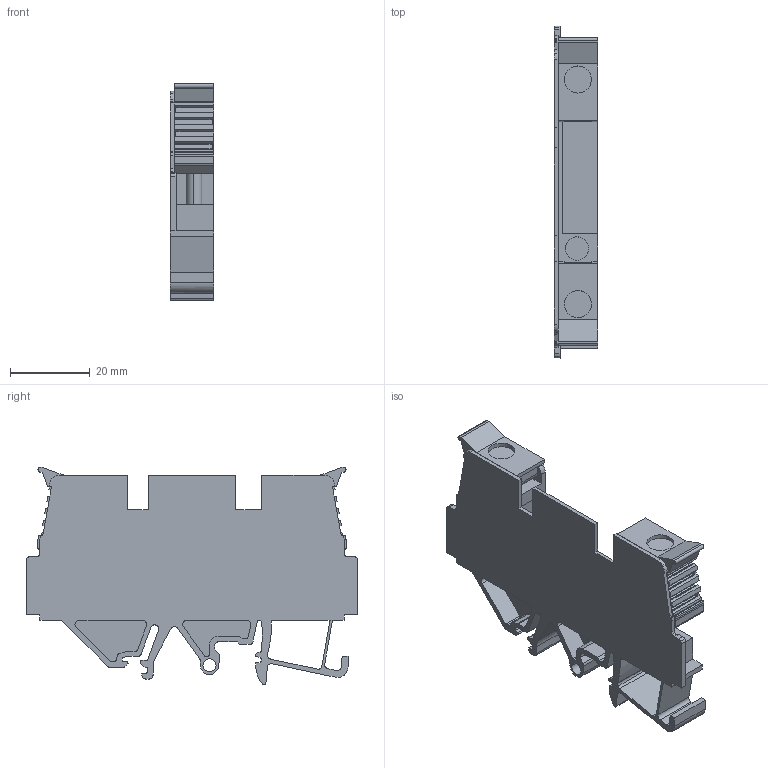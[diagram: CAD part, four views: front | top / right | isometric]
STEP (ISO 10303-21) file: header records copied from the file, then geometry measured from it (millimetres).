
FILE_DESCRIPTION(('CATIA V5 STEP Exchange','CAx-IF Rec.Pracs.--- Model Styling and Organization---1.5--- 2016-08-15','CAx-IF Rec.Pracs.---Supplemental Geometry---1.0---2011-11-01','CAx-IF Rec.Pracs.--- Composite Materials ---1.1---2010-07-15'),'2;1');
FILE_NAME ('D1458578_0', '2025-09-22T05:26:07+00:00', ('none'), ('Weidmueller'), 'CATIA Version 5-6 Release 2024 SP4', 'CATIA V5 STEP AP214 v3', 'none');
FILE_SCHEMA(('AUTOMOTIVE_DESIGN { 1 0 10303 214 1 1 1 1 }'));
Length unit declared in the file: millimetre
Products named in the file (1): WTD 6/4 FF
Bounding box: 11 x 83.5 x 54.66 mm (x, y, z)
Volume: 17557.3 mm3; surface area: 16856.8 mm2
Topology: 5 solids, 5 shells, 598 faces, 1712 edges, 1136 vertices
Faces by surface type: plane 373, cylinder 221, torus 4
Entity records: 19340 total; most frequent: CARTESIAN_POINT 4653, ORIENTED_EDGE 3424, DIRECTION 2409, EDGE_CURVE 1712, VECTOR 1253, LINE 1253, VERTEX_POINT 1136, AXIS2_PLACEMENT_3D 738
